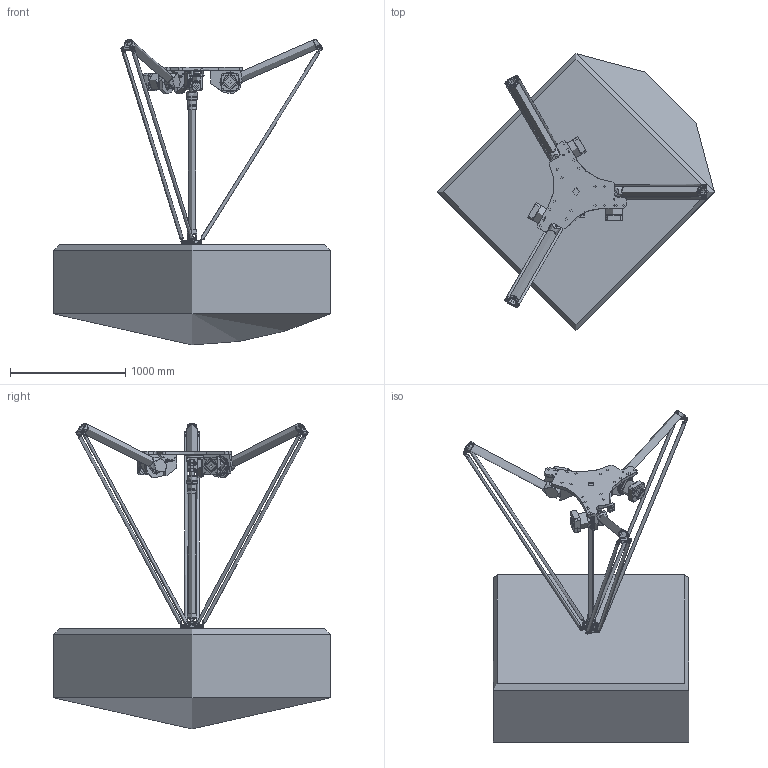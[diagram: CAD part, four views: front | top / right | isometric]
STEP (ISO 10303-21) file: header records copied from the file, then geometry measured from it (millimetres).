
FILE_DESCRIPTION(/* description */ (''),/* implementation_level */ '2;1');
FILE_NAME(/* name */ '3D-model_A_00656-01.stp',/* time_stamp */ '2026-02-19T11:16:09+01:00',/* author */ ('michael.schutter'),/* organization */ ('Majatronic'),/* preprocessor_version */ 'ST-DEVELOPER v19.2',/* originating_system */ 'Autodesk Inventor 2023',/* authorisation */ '');
FILE_SCHEMA (('AUTOMOTIVE_DESIGN { 1 0 10303 214 3 1 1 }'));
Products named in the file (15): A_00656-01_DUMMY; MT_WST00118517; MT_BGR00110596 Dummy Roboterbasis; MT_WST00121854; MT_WST00113103 Getriebe; MT_WST00068559MT_WST; MT_WST00121867; MT_WST00118656; MT_WST00045206MT_WST; MT_WST00050715MT_WST; MT_WST00061751MT_WST; MT_WST00121852; MT_WST00121853; MT_WST00106842; MT_WST00106703
Assembly tree (29 placements, depth 3):
  A_00656-01_DUMMY
    MT_WST00118517
    MT_BGR00110596 Dummy Roboterbasis
      MT_WST00121854
      MT_WST00113103 Getriebe
      MT_WST00068559MT_WST  x3
    MT_WST00121867  x3
    MT_WST00118656  x6
    MT_WST00045206MT_WST  x6
    MT_WST00050715MT_WST
    MT_WST00106842  x2
    MT_WST00061751MT_WST
    MT_WST00121852
    MT_WST00121853
    MT_WST00106703
Bounding box: 2400 x 2400 x 2652.58 mm (x, y, z)
Volume: 3381036281.1 mm3
Topology: 28 solids, 64 shells, 4415 faces, 10399 edges, 6577 vertices
Faces by surface type: plane 1945, cylinder 1320, bspline 509, cone 414, torus 200, sphere 27
Full cylindrical faces by diameter (mm): 2 x6, 2.06 x1, 4.134 x12, 4.917 x17, 5.5 x6, 6 x73, 6.6 x72, 7 x14, 8 x38, 8.376 x48, 10 x113, 12 x22, 14 x2, 15 x26, 15.4 x1, 16 x14, 17.294 x6, 18 x32, 20 x12, 22 x15, 23.9 x1, 24 x1, 25 x2, 26 x3, 27 x2, 28 x3, 28.4 x1, 30 x19, 32 x3, 34 x1
Entity records: 117843 total; most frequent: CARTESIAN_POINT 51530, ORIENTED_EDGE 13276, DIRECTION 13134, EDGE_CURVE 6638, AXIS2_PLACEMENT_3D 5012, VERTEX_POINT 4241, EDGE_LOOP 3327, LINE 3110
